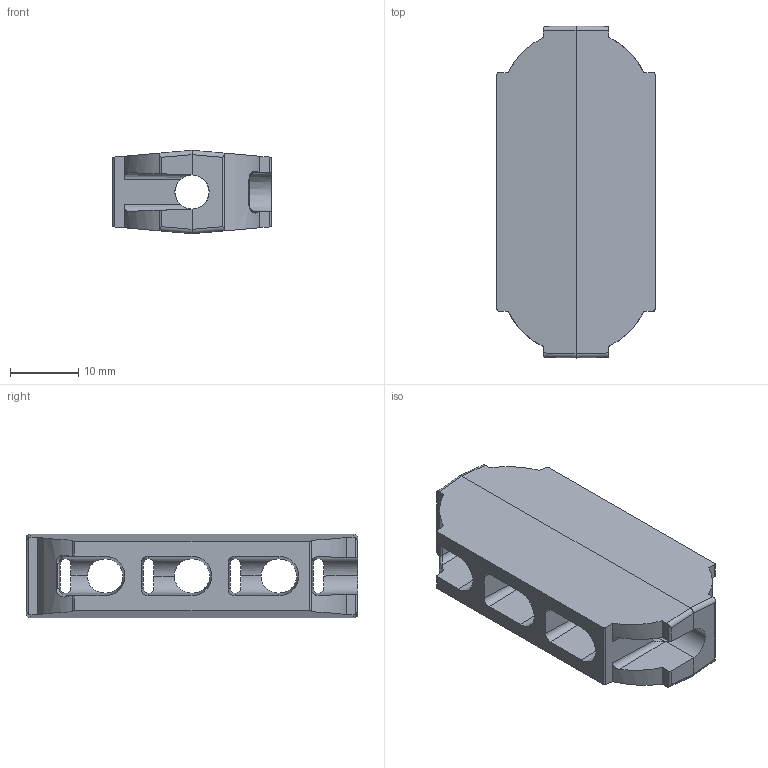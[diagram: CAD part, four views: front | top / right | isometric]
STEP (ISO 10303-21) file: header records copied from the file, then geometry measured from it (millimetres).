
FILE_DESCRIPTION (( 'STEP AP203' ), '1' );
FILE_NAME ('REV-21-2716.STEP', '2023-09-25T17:52:58', ( '' ), ( '' ), 'SwSTEP 2.0', 'SolidWorks 2022', '' );
FILE_SCHEMA (( 'CONFIG_CONTROL_DESIGN' ));
Length unit declared in the file: inch
Products named in the file (1): REV-21-2716
Bounding box: 23.11 x 48.51 x 12.19 mm (x, y, z)
Volume: 7101.8 mm3; surface area: 5094.9 mm2
Topology: 1 solids, 1 shells, 117 faces, 357 edges, 232 vertices
Faces by surface type: plane 46, cylinder 45, cone 22, bspline 4
Entity records: 4570 total; most frequent: CARTESIAN_POINT 1631, ORIENTED_EDGE 714, DIRECTION 461, EDGE_CURVE 357, VERTEX_POINT 232, VECTOR 193, LINE 193, AXIS2_PLACEMENT_3D 134
